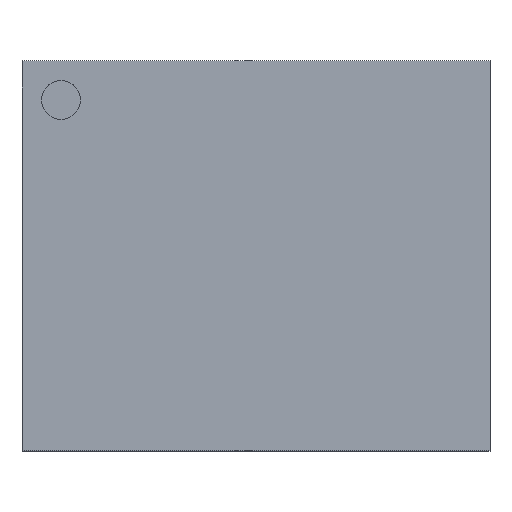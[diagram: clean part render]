
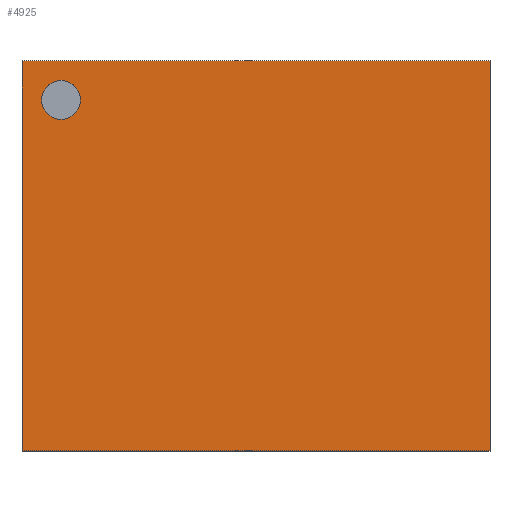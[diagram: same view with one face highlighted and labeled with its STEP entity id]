
A CAD part, top view. The second image highlights one B-rep face of the part: STEP entity #4925.
In plain terms, the highlighted planar face has unit normal (0, 0, 1).
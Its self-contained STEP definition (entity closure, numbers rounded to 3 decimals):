
#2451=CARTESIAN_POINT('',(-2.25,2.,1.0));
#2452=VERTEX_POINT('',#2451);
#2461=CARTESIAN_POINT('',(-2.75,2.,1.0));
#2462=VERTEX_POINT('',#2461);
#2463=CARTESIAN_POINT('',(-2.5,2.,1.0));
#2464=DIRECTION('',(0.0,0.0,-1.0));
#2465=DIRECTION('',(1.0,0.0,0.0));
#2466=AXIS2_PLACEMENT_3D('',#2463,#2464,#2465);
#2467=CIRCLE('',#2466,0.25);
#2468=EDGE_CURVE('',#2462,#2452,#2467,.T.);
#2502=CARTESIAN_POINT('',(-2.5,2.,1.0));
#2503=DIRECTION('',(0.0,0.0,-1.0));
#2504=DIRECTION('',(1.0,0.0,0.0));
#2505=AXIS2_PLACEMENT_3D('',#2502,#2503,#2504);
#2506=CIRCLE('',#2505,0.25);
#2507=EDGE_CURVE('',#2452,#2462,#2506,.T.);
#4542=CARTESIAN_POINT('',(-3.0,-2.5,1.0));
#4543=VERTEX_POINT('',#4542);
#4550=CARTESIAN_POINT('',(-3.0,2.5,1.0));
#4551=VERTEX_POINT('',#4550);
#4552=CARTESIAN_POINT('',(-3.0,-2.5,1.0));
#4553=DIRECTION('',(0.0,1.0,0.0));
#4554=VECTOR('',#4553,5.0);
#4555=LINE('',#4552,#4554);
#4556=EDGE_CURVE('',#4543,#4551,#4555,.T.);
#4813=CARTESIAN_POINT('',(3.0,2.5,1.0));
#4814=VERTEX_POINT('',#4813);
#4815=CARTESIAN_POINT('',(-3.0,2.5,1.0));
#4816=DIRECTION('',(1.0,0.0,0.0));
#4817=VECTOR('',#4816,6.0);
#4818=LINE('',#4815,#4817);
#4819=EDGE_CURVE('',#4551,#4814,#4818,.T.);
#4849=CARTESIAN_POINT('',(3.0,-2.5,1.0));
#4850=VERTEX_POINT('',#4849);
#4851=CARTESIAN_POINT('',(3.0,2.5,1.0));
#4852=DIRECTION('',(0.0,-1.0,0.0));
#4853=VECTOR('',#4852,5.);
#4854=LINE('',#4851,#4853);
#4855=EDGE_CURVE('',#4814,#4850,#4854,.T.);
#4897=CARTESIAN_POINT('',(3.0,-2.5,1.0));
#4898=DIRECTION('',(-1.0,0.0,0.0));
#4899=VECTOR('',#4898,6.0);
#4900=LINE('',#4897,#4899);
#4901=EDGE_CURVE('',#4850,#4543,#4900,.T.);
#4910=CARTESIAN_POINT('',(0.,0.,1.0));
#4911=DIRECTION('',(0.0,0.0,1.0));
#4912=DIRECTION('',(0.0,-1.0,0.0));
#4913=AXIS2_PLACEMENT_3D('',#4910,#4911,#4912);
#4914=PLANE('',#4913);
#4915=ORIENTED_EDGE('',*,*,#4819,.F.);
#4916=ORIENTED_EDGE('',*,*,#4556,.F.);
#4917=ORIENTED_EDGE('',*,*,#4901,.F.);
#4918=ORIENTED_EDGE('',*,*,#4855,.F.);
#4919=EDGE_LOOP('',(#4915,#4916,#4917,#4918));
#4920=FACE_OUTER_BOUND('',#4919,.T.);
#4921=ORIENTED_EDGE('',*,*,#2507,.T.);
#4922=ORIENTED_EDGE('',*,*,#2468,.T.);
#4923=EDGE_LOOP('',(#4921,#4922));
#4924=FACE_BOUND('',#4923,.T.);
#4925=ADVANCED_FACE('',(#4920,#4924),#4914,.T.);
